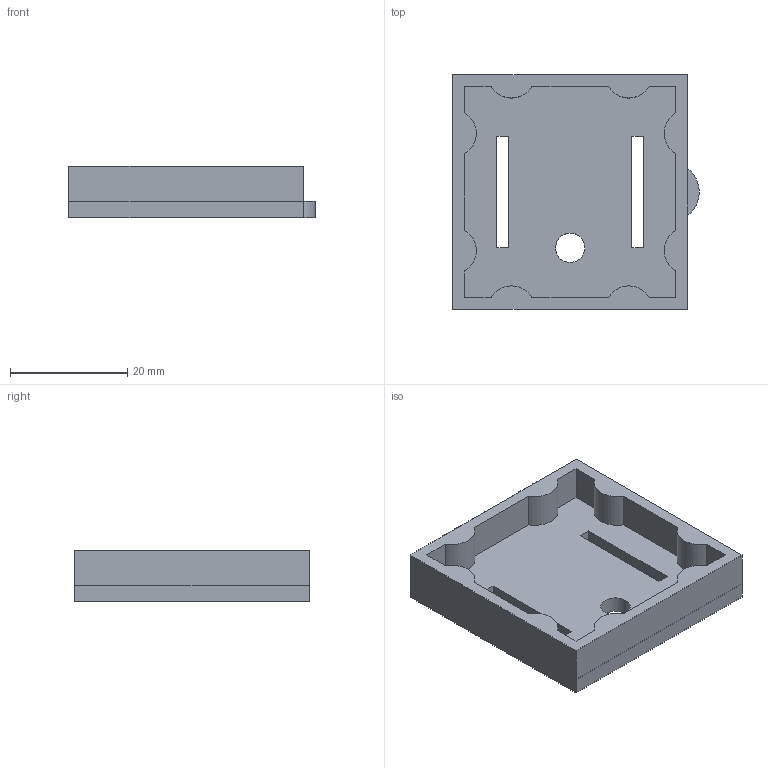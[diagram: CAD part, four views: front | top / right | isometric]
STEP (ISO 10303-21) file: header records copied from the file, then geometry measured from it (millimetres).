
FILE_DESCRIPTION(('FreeCAD Model'),'2;1');
FILE_NAME('Open CASCADE Shape Model','2023-12-12T01:16:30',(''),(''), 'Open CASCADE STEP processor 7.6','FreeCAD','Unknown');
FILE_SCHEMA(('AUTOMOTIVE_DESIGN { 1 0 10303 214 1 1 1 1 }'));
Length unit declared in the file: millimetre
Products named in the file (2): ClippingJig; Body014
Assembly tree (1 placements, depth 2):
  ClippingJig
    Body014
Bounding box: 41.98 x 40 x 8.8 mm (x, y, z)
Volume: 6539.2 mm3; surface area: 5655.4 mm2
Topology: 1 solids, 1 shells, 43 faces, 114 edges, 74 vertices
Faces by surface type: plane 33, cylinder 10
Full cylindrical faces by diameter (mm): 5 x1
Entity records: 1372 total; most frequent: CARTESIAN_POINT 233, ORIENTED_EDGE 228, DIRECTION 224, EDGE_CURVE 114, LINE 94, VECTOR 94, VERTEX_POINT 74, AXIS2_PLACEMENT_3D 65
